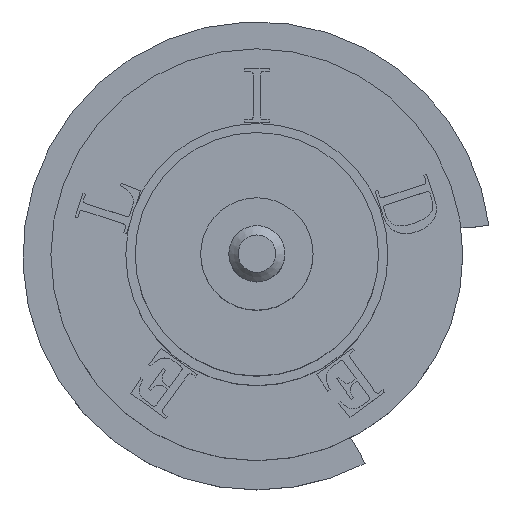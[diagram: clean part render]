
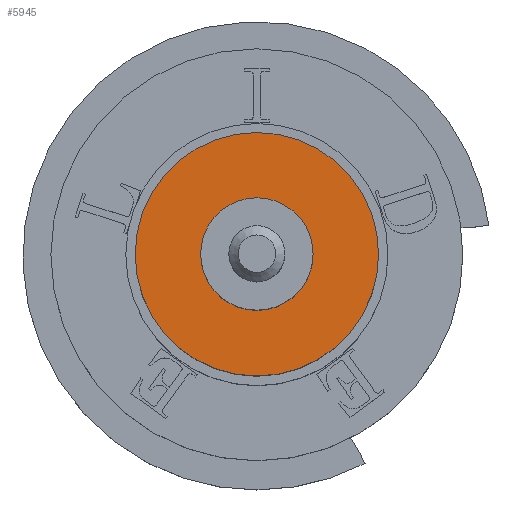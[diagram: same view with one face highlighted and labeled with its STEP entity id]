
A CAD part, top view. The second image highlights one B-rep face of the part: STEP entity #5945.
In plain terms, the highlighted planar face has unit normal (0, 0, 1).
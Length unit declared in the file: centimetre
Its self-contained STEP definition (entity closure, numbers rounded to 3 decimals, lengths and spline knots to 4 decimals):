
#694=CIRCLE('',#6352,0.13);
#1462=VERTEX_POINT('',#10217);
#3148=EDGE_CURVE('',#1462,#1462,#694,.T.);
#4695=ORIENTED_EDGE('',*,*,#3148,.F.);
#5186=EDGE_LOOP('',(#4695));
#5609=FACE_BOUND('',#5186,.T.);
#5945=ADVANCED_FACE('',(#5609),#10505,.T.);
#6352=AXIS2_PLACEMENT_3D('',#10216,#7467,#7468);
#6354=AXIS2_PLACEMENT_3D('',#10220,#7471,$);
#7467=DIRECTION('',(0.,0.,-1.));
#7468=DIRECTION('',(0.13,0.,0.));
#7471=DIRECTION('',(0.,0.,1.));
#10216=CARTESIAN_POINT('',(0.,0.,0.3));
#10217=CARTESIAN_POINT('',(0.13,0.,0.3));
#10220=CARTESIAN_POINT('',(0.,0.,0.3));
#10505=PLANE('',#6354);
